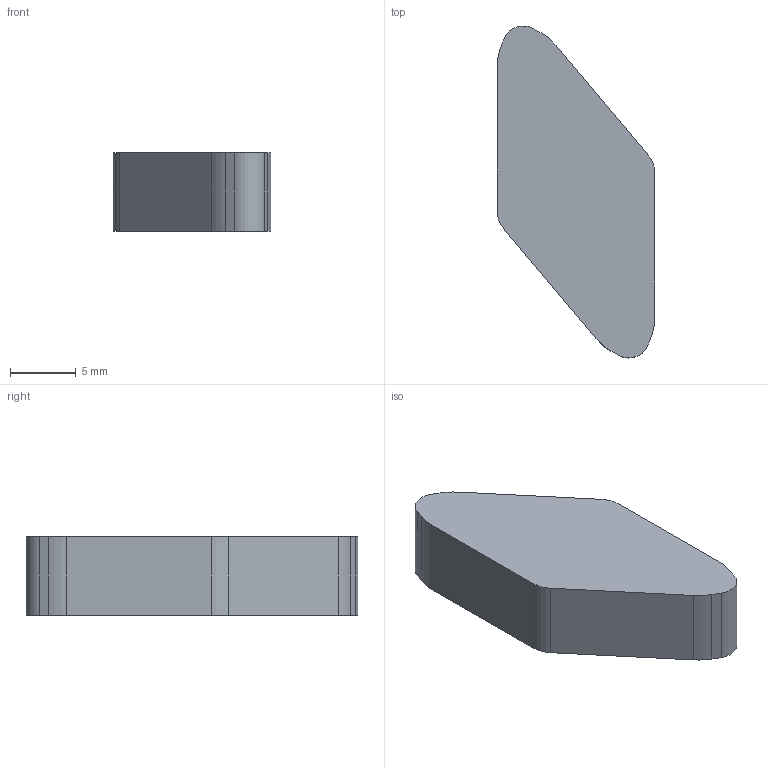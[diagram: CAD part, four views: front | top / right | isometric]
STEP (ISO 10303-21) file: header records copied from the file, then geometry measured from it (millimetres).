
FILE_DESCRIPTION(/* description */ (''),/* implementation_level */ '2;1');
FILE_NAME(/* name */ 'aaa363536_a.stp',/* time_stamp */ '2021-11-30T14:04:37+01:00',/* author */ (''),/* organization */ ('SMS'),/* preprocessor_version */ 'ST-DEVELOPER v16.7',/* originating_system */ 'SIEMENS PLM Software NX 12.0',/* authorisation */ '');
FILE_SCHEMA (('AUTOMOTIVE_DESIGN { 1 0 10303 214 3 1 1 1 }'));
Length unit declared in the file: millimetre
Products named in the file (1): AAA363536_A
Bounding box: 12 x 25.22 x 6 mm (x, y, z)
Volume: 1247.1 mm3; surface area: 780.1 mm2
Topology: 1 solids, 1 shells, 18 faces, 49 edges, 35 vertices
Faces by surface type: plane 10, cylinder 8
Entity records: 760 total; most frequent: CARTESIAN_POINT 233, DIRECTION 106, ORIENTED_EDGE 96, EDGE_CURVE 48, AXIS2_PLACEMENT_3D 37, VERTEX_POINT 32, LINE 32, VECTOR 32
